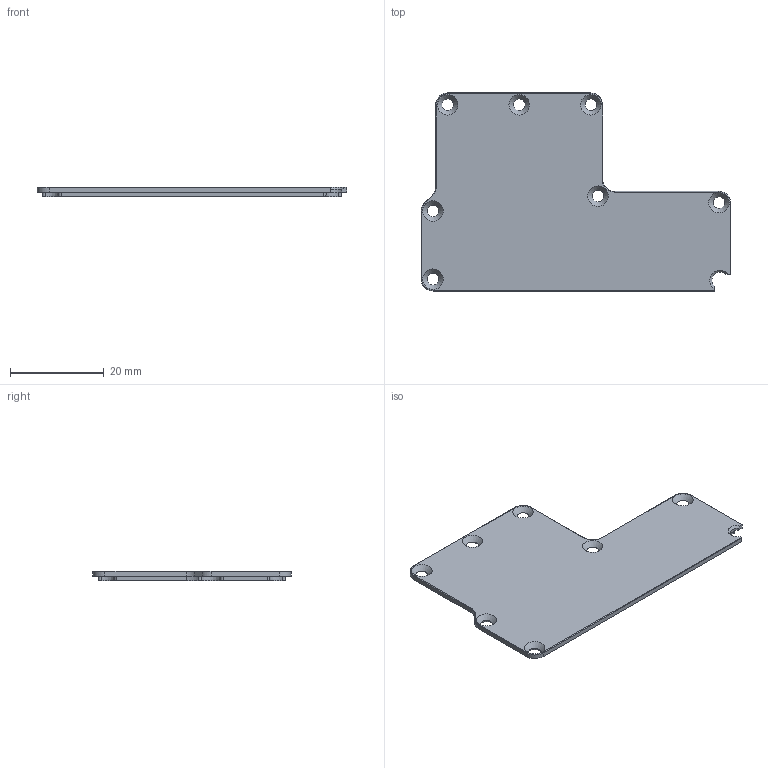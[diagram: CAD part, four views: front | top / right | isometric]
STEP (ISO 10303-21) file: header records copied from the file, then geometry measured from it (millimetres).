
FILE_DESCRIPTION(/* description */ ('SENSOR ENCLOSURE COVER'),/* implementation_level */ '2;1');
FILE_NAME(/* name */ '7819-030-0550_rA Sensor Housing Cover to Xcentric.stp',/* time_stamp */ '2017-09-21T10:33:39-04:00',/* author */ ('rtp'),/* organization */ (''),/* preprocessor_version */ 'ST-DEVELOPER v15.6',/* originating_system */ 'Autodesk Inventor 2015',/* authorisation */ '0 in^3');
FILE_SCHEMA (('AUTOMOTIVE_DESIGN { 1 0 10303 214 3 1 1 }'));
Length unit declared in the file: inch
Products named in the file (1): 7819-030-0550
Bounding box: 65.92 x 42.15 x 2.08 mm (x, y, z)
Volume: 2327.9 mm3; surface area: 4873.9 mm2
Topology: 1 solids, 1 shells, 119 faces, 332 edges, 219 vertices
Faces by surface type: plane 40, bspline 38, cone 24, cylinder 17
Entity records: 5134 total; most frequent: CARTESIAN_POINT 2351, ORIENTED_EDGE 636, DIRECTION 456, EDGE_CURVE 318, VERTEX_POINT 212, AXIS2_PLACEMENT_3D 170, EDGE_LOOP 144, FACE_OUTER_BOUND 119
